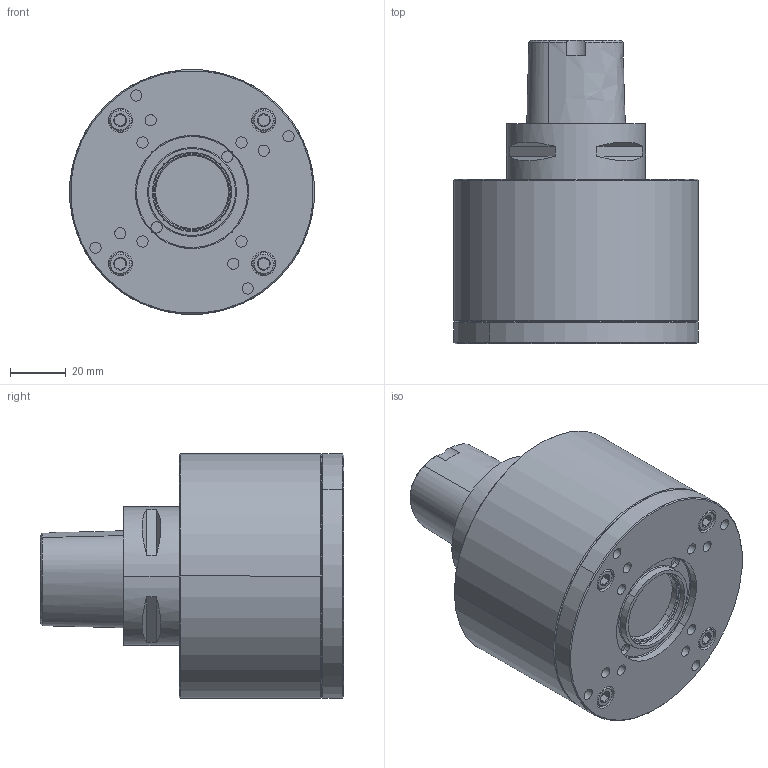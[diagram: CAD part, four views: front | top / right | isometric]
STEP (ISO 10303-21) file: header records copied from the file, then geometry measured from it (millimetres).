
FILE_DESCRIPTION (( 'STEP AP214' ), '1' );
FILE_NAME ('CaptoC5-SA 3-31-15.STEP', '2015-04-01T01:13:31', ( '' ), ( '' ), 'SwSTEP 2.0', 'SolidWorks 2014', '' );
FILE_SCHEMA (( 'AUTOMOTIVE_DESIGN' ));
Length unit declared in the file: inch
Products named in the file (1): CaptoC5-SA 3-31-15
Bounding box: 88.11 x 109.12 x 88.11 mm (x, y, z)
Volume: 420239.3 mm3; surface area: 38078.6 mm2
Topology: 1 solids, 1 shells, 203 faces, 418 edges, 250 vertices
Faces by surface type: plane 72, cylinder 59, cone 54, bspline 11, torus 7
Entity records: 7297 total; most frequent: CARTESIAN_POINT 2532, DIRECTION 940, ORIENTED_EDGE 836, EDGE_CURVE 418, AXIS2_PLACEMENT_3D 391, VERTEX_POINT 250, EDGE_LOOP 236, ADVANCED_FACE 203
